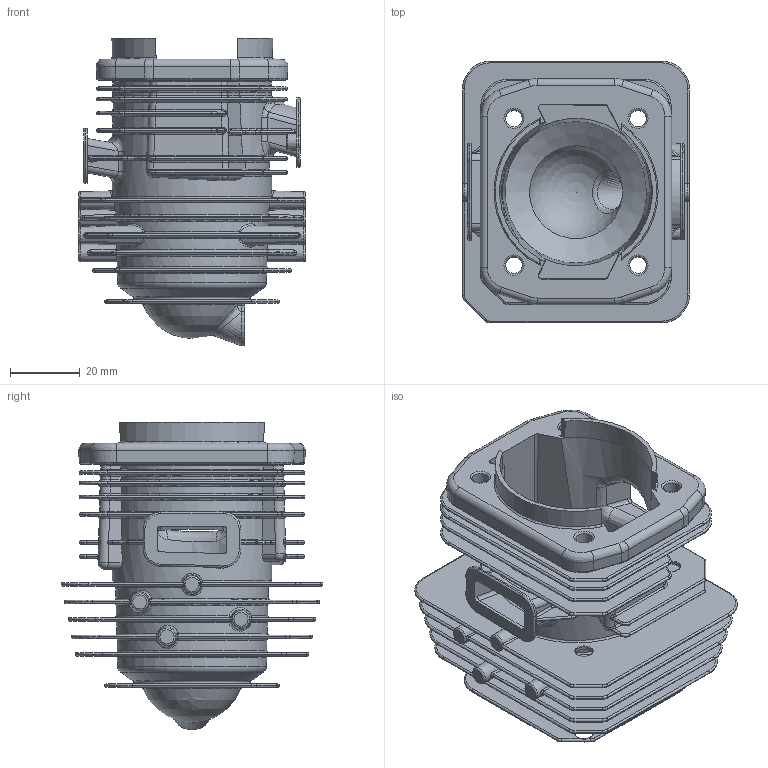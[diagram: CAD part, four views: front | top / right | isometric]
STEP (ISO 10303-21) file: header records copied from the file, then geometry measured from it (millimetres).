
FILE_DESCRIPTION(/* description */ (''),/* implementation_level */ '2;1');
FILE_NAME(/* name */ 'DIE CASTED 1.stp',/* time_stamp */ '2017-07-10T15:06:23+06:00',/* author */ (''),/* organization */ (''),/* preprocessor_version */ 'ST-DEVELOPER v16',/* originating_system */ 'SIEMENS PLM Software NX 11.0',/* authorisation */ '');
FILE_SCHEMA (('AUTOMOTIVE_DESIGN { 1 0 10303 214 3 1 1 1 }'));
Length unit declared in the file: millimetre
Products named in the file (1): DIE CASTED 1
Bounding box: 65 x 75 x 88.15 mm (x, y, z)
Volume: 47441.1 mm3; surface area: 74674.4 mm2
Topology: 1 solids, 1 shells, 1131 faces, 2800 edges, 1628 vertices
Faces by surface type: cylinder 392, torus 251, bspline 233, plane 157, sphere 46, cone 29, extrusion 23
Full cylindrical faces by diameter (mm): 4.8 x44, 45.686 x1
Entity records: 50740 total; most frequent: CARTESIAN_POINT 17669, DIRECTION 5317, ORIENTED_EDGE 5212, EDGE_CURVE 2606, AXIS2_PLACEMENT_3D 2301, VERTEX_POINT 1600, EDGE_LOOP 1352, CIRCLE 1194
